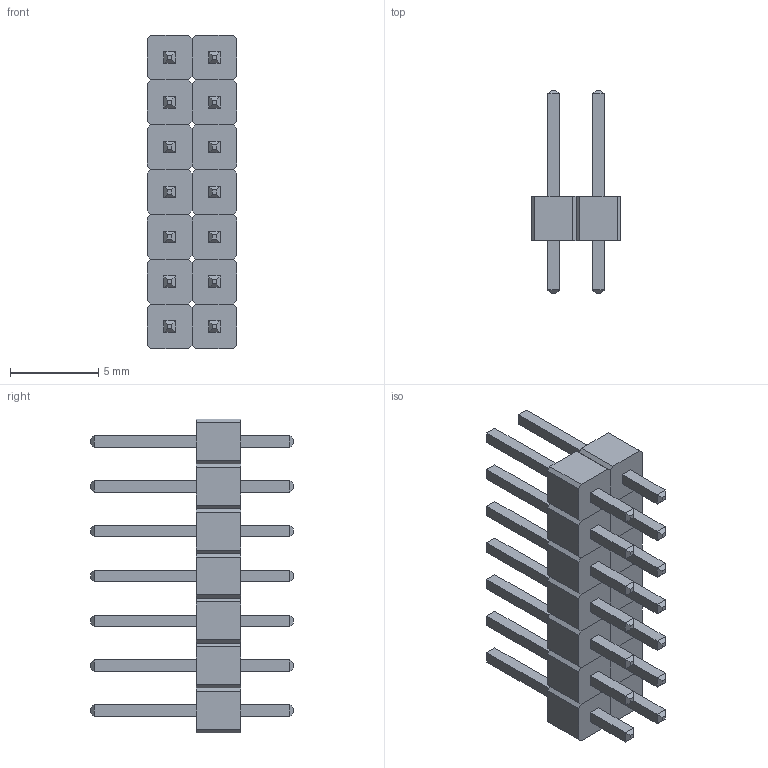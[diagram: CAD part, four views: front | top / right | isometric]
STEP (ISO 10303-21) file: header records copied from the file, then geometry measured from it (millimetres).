
FILE_DESCRIPTION (( 'STEP AP214' ), '1' );
FILE_NAME ('Header7.STEP', '2022-06-04T18:18:47', ( '' ), ( '' ), 'SwSTEP 2.0', 'SolidWorks 2021', '' );
FILE_SCHEMA (( 'AUTOMOTIVE_DESIGN' ));
Length unit declared in the file: millimetre
Products named in the file (2): Header; Header7
Assembly tree (14 placements, depth 2):
  Header7
    Header  x14
Bounding box: 5.08 x 11.5 x 17.78 mm (x, y, z)
Volume: 275.1 mm3; surface area: 834.8 mm2
Topology: 14 solids, 14 shells, 392 faces, 896 edges, 560 vertices
Faces by surface type: plane 392
Entity records: 1242 total; most frequent: DIRECTION 154, CARTESIAN_POINT 149, ORIENTED_EDGE 128, LINE 64, EDGE_CURVE 64, VECTOR 64, AXIS2_PLACEMENT_3D 45, VERTEX_POINT 40
